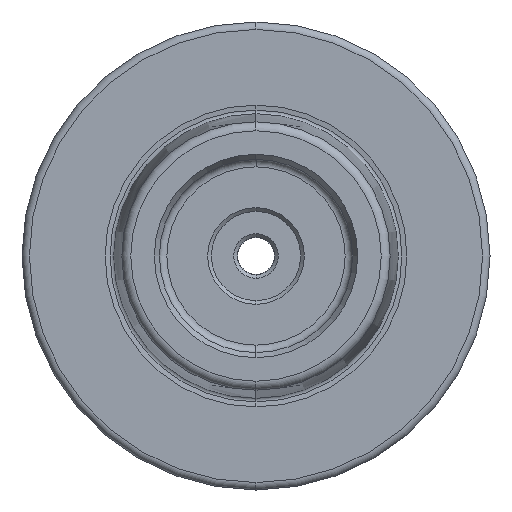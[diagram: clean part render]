
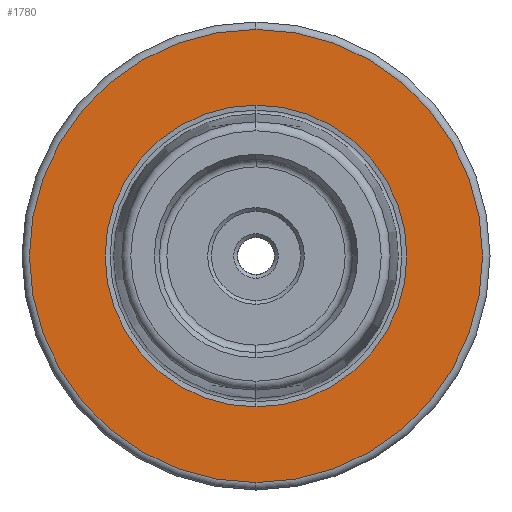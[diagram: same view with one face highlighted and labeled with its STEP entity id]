
A CAD part, left-side view. The second image highlights one B-rep face of the part: STEP entity #1780.
In plain terms, the highlighted planar face has unit normal (-1, 0, 0).
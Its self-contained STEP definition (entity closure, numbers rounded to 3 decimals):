
#1 = AXIS2_PLACEMENT_3D ( 'NONE', #4711, #4727, #4701 ) ;
#32 = AXIS2_PLACEMENT_3D ( 'NONE', #4671, #4645, #4673 ) ;
#80 = AXIS2_PLACEMENT_3D ( 'NONE', #3032, #3033, #3008 ) ;
#635 = FACE_OUTER_BOUND ( 'NONE', #1870, .T. ) ;
#659 = FACE_BOUND ( 'NONE', #1901, .T. ) ;
#959 = EDGE_CURVE ( 'NONE', #1747, #1723, #2101, .T. ) ;
#1004 = EDGE_CURVE ( 'NONE', #1733, #1656, #2150, .T. ) ;
#1011 = EDGE_CURVE ( 'NONE', #1723, #1747, #2144, .T. ) ;
#1064 = EDGE_CURVE ( 'NONE', #1656, #1733, #2181, .T. ) ;
#1420 = CARTESIAN_POINT ( 'NONE',  ( 0., 0., 0. ) ) ;
#1421 = DIRECTION ( 'NONE',  ( 0., 0., -1. ) ) ;
#1426 = DIRECTION ( 'NONE',  ( 1., 0., 0. ) ) ;
#1656 = VERTEX_POINT ( 'NONE', #3177 ) ;
#1712 = ORIENTED_EDGE ( 'NONE', *, *, #1064, .T. ) ;
#1723 = VERTEX_POINT ( 'NONE', #3201 ) ;
#1733 = VERTEX_POINT ( 'NONE', #3228 ) ;
#1747 = VERTEX_POINT ( 'NONE', #3223 ) ;
#1780 = ADVANCED_FACE ( 'NONE', ( #635, #659 ), #3005, .T. ) ;
#1870 = EDGE_LOOP ( 'NONE', ( #2502, #2491 ) ) ;
#1901 = EDGE_LOOP ( 'NONE', ( #2509, #1712 ) ) ;
#2101 = CIRCLE ( 'NONE', #4846, 30.5 ) ;
#2144 = CIRCLE ( 'NONE', #1, 30.5 ) ;
#2150 = CIRCLE ( 'NONE', #32, 20.308 ) ;
#2181 = CIRCLE ( 'NONE', #4824, 20.308 ) ;
#2491 = ORIENTED_EDGE ( 'NONE', *, *, #959, .T. ) ;
#2502 = ORIENTED_EDGE ( 'NONE', *, *, #1011, .T. ) ;
#2509 = ORIENTED_EDGE ( 'NONE', *, *, #1004, .T. ) ;
#3005 = PLANE ( 'NONE',  #80 ) ;
#3008 = DIRECTION ( 'NONE',  ( 0., 0., 1. ) ) ;
#3032 = CARTESIAN_POINT ( 'NONE',  ( 0., 20.308, 0. ) ) ;
#3033 = DIRECTION ( 'NONE',  ( -1., 0., 0. ) ) ;
#3177 = CARTESIAN_POINT ( 'NONE',  ( 0., 0., -20.308 ) ) ;
#3201 = CARTESIAN_POINT ( 'NONE',  ( 0., 0., 30.5 ) ) ;
#3223 = CARTESIAN_POINT ( 'NONE',  ( 0., 0., -30.5 ) ) ;
#3228 = CARTESIAN_POINT ( 'NONE',  ( 0., 0., 20.308 ) ) ;
#4552 = CARTESIAN_POINT ( 'NONE',  ( 0., 0., 0. ) ) ;
#4558 = DIRECTION ( 'NONE',  ( -1., 0., 0. ) ) ;
#4563 = DIRECTION ( 'NONE',  ( 0., 0., 1. ) ) ;
#4645 = DIRECTION ( 'NONE',  ( 1., 0., 0. ) ) ;
#4671 = CARTESIAN_POINT ( 'NONE',  ( 0., 0., 0. ) ) ;
#4673 = DIRECTION ( 'NONE',  ( 0., 0., -1. ) ) ;
#4701 = DIRECTION ( 'NONE',  ( 0., 0., 1. ) ) ;
#4711 = CARTESIAN_POINT ( 'NONE',  ( 0., 0., 0. ) ) ;
#4727 = DIRECTION ( 'NONE',  ( -1., 0., 0. ) ) ;
#4824 = AXIS2_PLACEMENT_3D ( 'NONE', #1420, #1426, #1421 ) ;
#4846 = AXIS2_PLACEMENT_3D ( 'NONE', #4552, #4558, #4563 ) ;
